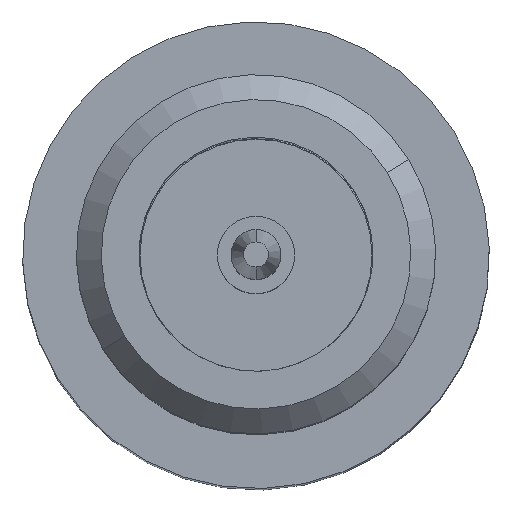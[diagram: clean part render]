
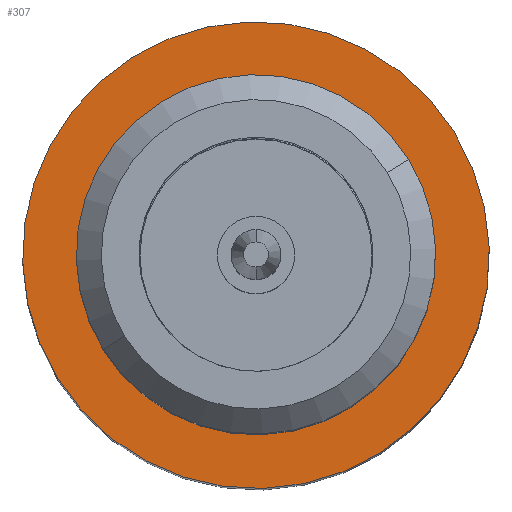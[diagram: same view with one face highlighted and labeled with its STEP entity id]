
A CAD part, top view. The second image highlights one B-rep face of the part: STEP entity #307.
In plain terms, the highlighted planar face has unit normal (0, 0, 1).
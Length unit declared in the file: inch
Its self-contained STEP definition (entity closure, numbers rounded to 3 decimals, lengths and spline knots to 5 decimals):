
#29 = FACE_BOUND ( 'NONE', #886, .T. ) ;
#49 = VERTEX_POINT ( 'NONE', #843 ) ;
#52 = ORIENTED_EDGE ( 'NONE', *, *, #1027, .T. ) ;
#85 = FACE_OUTER_BOUND ( 'NONE', #930, .T. ) ;
#113 = AXIS2_PLACEMENT_3D ( 'NONE', #937, #498, #856 ) ;
#191 = EDGE_CURVE ( 'NONE', #1019, #898, #634, .T. ) ;
#235 = AXIS2_PLACEMENT_3D ( 'NONE', #481, #494, #299 ) ;
#236 = CARTESIAN_POINT ( 'NONE',  ( 0.07939, 0.01147, 0.02892 ) ) ;
#255 = CARTESIAN_POINT ( 'NONE',  ( 0., -0.03793, 0.02892 ) ) ;
#299 = DIRECTION ( 'NONE',  ( -0.849, -0.528, 0. ) ) ;
#307 = ADVANCED_FACE ( 'NONE', ( #85, #29 ), #792, .F. ) ;
#361 = DIRECTION ( 'NONE',  ( -0.849, -0.528, 0. ) ) ;
#367 = CARTESIAN_POINT ( 'NONE',  ( -0.07939, -0.08733, 0.02892 ) ) ;
#481 = CARTESIAN_POINT ( 'NONE',  ( 0., -0.03793, 0.02892 ) ) ;
#494 = DIRECTION ( 'NONE',  ( 0., 0., -1. ) ) ;
#498 = DIRECTION ( 'NONE',  ( 0., 0., -1. ) ) ;
#514 = CARTESIAN_POINT ( 'NONE',  ( 0., -0.03793, 0.02892 ) ) ;
#575 = AXIS2_PLACEMENT_3D ( 'NONE', #954, #593, #698 ) ;
#587 = EDGE_CURVE ( 'NONE', #898, #1019, #978, .T. ) ;
#593 = DIRECTION ( 'NONE',  ( 0., 0., -1. ) ) ;
#594 = ORIENTED_EDGE ( 'NONE', *, *, #587, .F. ) ;
#634 = CIRCLE ( 'NONE', #828, 0.0935 ) ;
#698 = DIRECTION ( 'NONE',  ( -0.849, -0.528, 0. ) ) ;
#789 = DIRECTION ( 'NONE',  ( -0.849, -0.528, 0. ) ) ;
#792 = PLANE ( 'NONE',  #575 ) ;
#806 = VERTEX_POINT ( 'NONE', #865 ) ;
#828 = AXIS2_PLACEMENT_3D ( 'NONE', #514, #864, #789 ) ;
#842 = CIRCLE ( 'NONE', #1053, 0.072 ) ;
#843 = CARTESIAN_POINT ( 'NONE',  ( 0.06113, 0.00011, 0.02892 ) ) ;
#848 = ORIENTED_EDGE ( 'NONE', *, *, #1161, .T. ) ;
#856 = DIRECTION ( 'NONE',  ( -0.849, -0.528, 0. ) ) ;
#864 = DIRECTION ( 'NONE',  ( 0., 0., -1. ) ) ;
#865 = CARTESIAN_POINT ( 'NONE',  ( -0.06113, -0.07597, 0.02892 ) ) ;
#886 = EDGE_LOOP ( 'NONE', ( #52, #848 ) ) ;
#895 = CIRCLE ( 'NONE', #235, 0.072 ) ;
#898 = VERTEX_POINT ( 'NONE', #367 ) ;
#905 = DIRECTION ( 'NONE',  ( 0., 0., -1. ) ) ;
#930 = EDGE_LOOP ( 'NONE', ( #594, #1134 ) ) ;
#937 = CARTESIAN_POINT ( 'NONE',  ( 0., -0.03793, 0.02892 ) ) ;
#954 = CARTESIAN_POINT ( 'NONE',  ( -0.03804, 0.0232, 0.02892 ) ) ;
#978 = CIRCLE ( 'NONE', #113, 0.0935 ) ;
#1019 = VERTEX_POINT ( 'NONE', #236 ) ;
#1027 = EDGE_CURVE ( 'NONE', #806, #49, #842, .T. ) ;
#1053 = AXIS2_PLACEMENT_3D ( 'NONE', #255, #905, #361 ) ;
#1134 = ORIENTED_EDGE ( 'NONE', *, *, #191, .F. ) ;
#1161 = EDGE_CURVE ( 'NONE', #49, #806, #895, .T. ) ;
